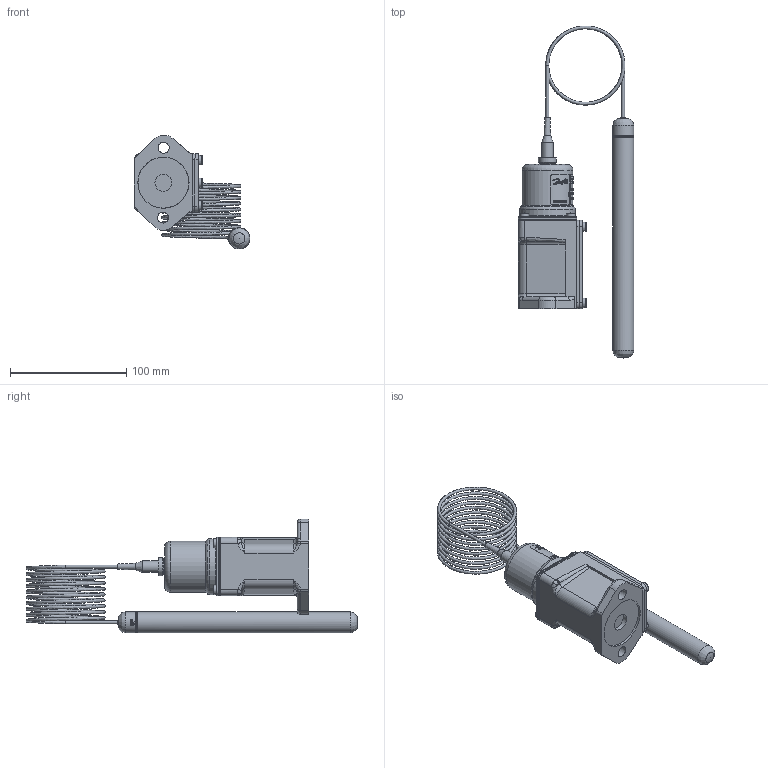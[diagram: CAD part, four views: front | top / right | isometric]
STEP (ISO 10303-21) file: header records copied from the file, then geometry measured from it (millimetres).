
FILE_DESCRIPTION((''),'2;1');
FILE_NAME('WEB016D1002.step','2015-02-24T15:02:50',(''),(''),'Autodesk Inventor 2012','Autodesk Inventor 2012','');
FILE_SCHEMA(('AUTOMOTIVE_DESIGN { 1 2 10303 214 0 1 1 1 }'));
Length unit declared in the file: millimetre
Products named in the file (1): WEB016D1002
Bounding box: 99.41 x 285.49 x 98.04 mm (x, y, z)
Volume: 336103.5 mm3; surface area: 62606.6 mm2
Topology: 1 solids, 18 shells, 2231 faces, 5791 edges, 3823 vertices
Faces by surface type: plane 1098, bspline 800, cylinder 270, cone 33, torus 21, sphere 9
Full cylindrical faces by diameter (mm): 2.5 x2, 4 x7, 5 x4, 6 x6, 7.5 x4, 8 x1, 8.7 x2, 9.5 x2, 9.9 x1, 10 x1, 14 x2, 14.7 x1, 15.5 x1, 18 x1, 43.75 x1, 43.85 x1, 44 x1, 48 x1
Entity records: 86868 total; most frequent: CARTESIAN_POINT 35098, ORIENTED_EDGE 11324, DIRECTION 8093, EDGE_CURVE 5662, VERTEX_POINT 3788, VECTOR 2847, LINE 2847, AXIS2_PLACEMENT_3D 2623
